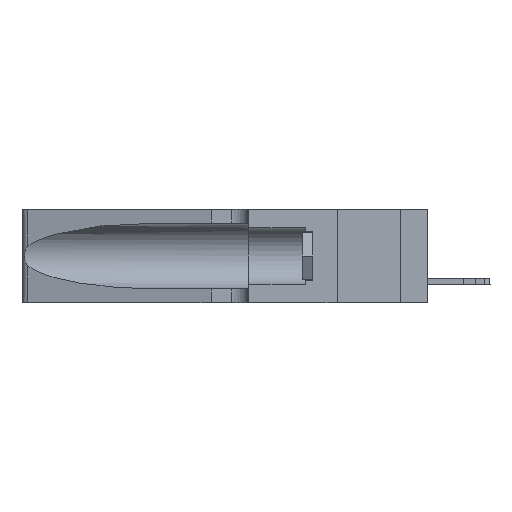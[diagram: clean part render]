
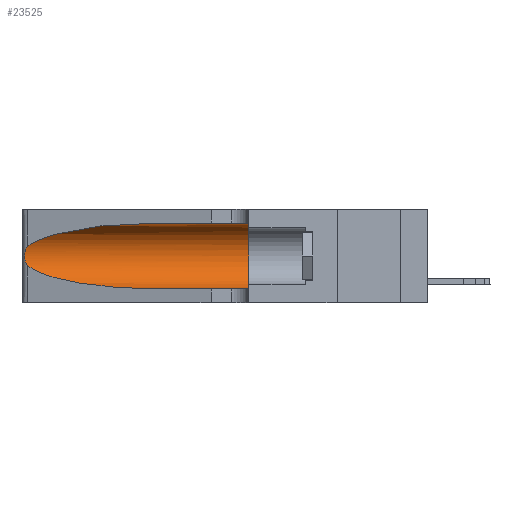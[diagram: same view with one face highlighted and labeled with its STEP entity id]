
A CAD part, left-side view. The second image highlights one B-rep face of the part: STEP entity #23525.
In plain terms, the highlighted cylindrical face has radius 3.308 mm (diameter 6.617 mm), a partial arc.
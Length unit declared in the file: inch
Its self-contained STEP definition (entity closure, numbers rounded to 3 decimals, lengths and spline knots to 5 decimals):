
#1117 = CARTESIAN_POINT ( 'NONE',  ( 0.25487, 1.22718, 0.14631 ) ) ;
#1436 = CIRCLE ( 'NONE', #20475, 0.13025 ) ;
#1954 = ORIENTED_EDGE ( 'NONE', *, *, #19695, .T. ) ;
#2118 = CARTESIAN_POINT ( 'NONE',  ( 0.25639, 1.23186, 0.15144 ) ) ;
#2370 = CARTESIAN_POINT ( 'NONE',  ( 0.25856, 1.23593, 0.16098 ) ) ;
#2454 = CARTESIAN_POINT ( 'NONE',  ( 0.1305, 0.72297, 0.31525 ) ) ;
#2484 = CARTESIAN_POINT ( 'NONE',  ( 0.25487, 1.22718, 0.22369 ) ) ;
#2640 = VERTEX_POINT ( 'NONE', #2454 ) ;
#2771 = DIRECTION ( 'NONE',  ( 0., -1., 0. ) ) ;
#4836 = FACE_OUTER_BOUND ( 'NONE', #33730, .T. ) ;
#5305 = CARTESIAN_POINT ( 'NONE',  ( 0.26017, 1.23833, 0.17102 ) ) ;
#5923 = CARTESIAN_POINT ( 'NONE',  ( 0.2373, 1.15595, 0.08982 ) ) ;
#6849 = DIRECTION ( 'NONE',  ( 0., 0., 1. ) ) ;
#7622 = CARTESIAN_POINT ( 'NONE',  ( 0.1305, 0.35, 0.05475 ) ) ;
#8206 = CARTESIAN_POINT ( 'NONE',  ( 0.26018, 1.23835, 0.19895 ) ) ;
#8584 = CARTESIAN_POINT ( 'NONE',  ( 0.1305, 0.72297, 0.05475 ) ) ;
#8752 = CYLINDRICAL_SURFACE ( 'NONE', #14979, 0.13025 ) ;
#8953 = CARTESIAN_POINT ( 'NONE',  ( 0.18966, 0.96281, 0.05475 ) ) ;
#9044 = ORIENTED_EDGE ( 'NONE', *, *, #33253, .F. ) ;
#9850 = DIRECTION ( 'NONE',  ( 0., 1., 0. ) ) ;
#10642 = ORIENTED_EDGE ( 'NONE', *, *, #27256, .T. ) ;
#10754 = CARTESIAN_POINT ( 'NONE',  ( 0.25555, 1.22994, 0.2215 ) ) ;
#11198 = ORIENTED_EDGE ( 'NONE', *, *, #19955, .T. ) ;
#11704 = VECTOR ( 'NONE', #33005, 39.37008 ) ;
#11996 =( BOUNDED_CURVE ( )  B_SPLINE_CURVE ( 3, ( #27672, #5923, #8953, #8584 ),
 .UNSPECIFIED., .F., .T. ) 
 B_SPLINE_CURVE_WITH_KNOTS ( ( 4, 4 ),
 ( 3.44316, 4.71239 ),
 .UNSPECIFIED. ) 
 CURVE ( )  GEOMETRIC_REPRESENTATION_ITEM ( )  RATIONAL_B_SPLINE_CURVE ( ( 1., 0.87, 0.87, 1. ) ) 
 REPRESENTATION_ITEM ( '' )  );
#12011 = CARTESIAN_POINT ( 'NONE',  ( 0.25487, 1.22718, 0.22369 ) ) ;
#12125 = CARTESIAN_POINT ( 'NONE',  ( 0.2373, 1.15595, 0.28018 ) ) ;
#12363 = VECTOR ( 'NONE', #2771, 39.37008 ) ;
#13786 = CARTESIAN_POINT ( 'NONE',  ( 0.1305, 1.61858, 0.31525 ) ) ;
#14979 = AXIS2_PLACEMENT_3D ( 'NONE', #32069, #20763, #32190 ) ;
#16006 = VERTEX_POINT ( 'NONE', #34327 ) ;
#16157 = CARTESIAN_POINT ( 'NONE',  ( 0.25555, 1.22993, 0.14849 ) ) ;
#16323 = VERTEX_POINT ( 'NONE', #25156 ) ;
#16369 = EDGE_CURVE ( 'NONE', #2640, #16006, #30602, .T. ) ;
#17081 = VERTEX_POINT ( 'NONE', #32959 ) ;
#18350 =( BOUNDED_CURVE ( )  B_SPLINE_CURVE ( 3, ( #22758, #25777, #12125, #12011 ),
 .UNSPECIFIED., .F., .F. ) 
 B_SPLINE_CURVE_WITH_KNOTS ( ( 4, 4 ),
 ( 1.5708, 2.84003 ),
 .UNSPECIFIED. ) 
 CURVE ( )  GEOMETRIC_REPRESENTATION_ITEM ( )  RATIONAL_B_SPLINE_CURVE ( ( 1., 0.87, 0.87, 1. ) ) 
 REPRESENTATION_ITEM ( '' )  );
#18877 = CARTESIAN_POINT ( 'NONE',  ( 0.25639, 1.23184, 0.21858 ) ) ;
#19044 = CARTESIAN_POINT ( 'NONE',  ( 0.1305, 1.61858, 0.05475 ) ) ;
#19629 = LINE ( 'NONE', #19044, #12363 ) ;
#19695 = EDGE_CURVE ( 'NONE', #2640, #17081, #18350, .T. ) ;
#19955 = EDGE_CURVE ( 'NONE', #17081, #33227, #29586, .T. ) ;
#20475 = AXIS2_PLACEMENT_3D ( 'NONE', #25928, #9850, #6849 ) ;
#20763 = DIRECTION ( 'NONE',  ( 0., -1., 0. ) ) ;
#21375 = CARTESIAN_POINT ( 'NONE',  ( 0.25487, 1.22718, 0.14631 ) ) ;
#21489 = CARTESIAN_POINT ( 'NONE',  ( 0.25787, 1.23484, 0.2124 ) ) ;
#21729 = CARTESIAN_POINT ( 'NONE',  ( 0.25854, 1.2359, 0.20912 ) ) ;
#21789 = VERTEX_POINT ( 'NONE', #7622 ) ;
#22758 = CARTESIAN_POINT ( 'NONE',  ( 0.1305, 0.72297, 0.31525 ) ) ;
#23525 = ADVANCED_FACE ( 'NONE', ( #4836 ), #8752, .F. ) ;
#23526 = ORIENTED_EDGE ( 'NONE', *, *, #26508, .T. ) ;
#23546 = ORIENTED_EDGE ( 'NONE', *, *, #16369, .F. ) ;
#25156 = CARTESIAN_POINT ( 'NONE',  ( 0.1305, 0.72297, 0.05475 ) ) ;
#25777 = CARTESIAN_POINT ( 'NONE',  ( 0.18966, 0.96281, 0.31525 ) ) ;
#25928 = CARTESIAN_POINT ( 'NONE',  ( 0.1305, 0.35, 0.185 ) ) ;
#26508 = EDGE_CURVE ( 'NONE', #16323, #21789, #19629, .T. ) ;
#27256 = EDGE_CURVE ( 'NONE', #33227, #16323, #11996, .T. ) ;
#27299 = CARTESIAN_POINT ( 'NONE',  ( 0.26075, 1.23896, 0.19203 ) ) ;
#27412 = CARTESIAN_POINT ( 'NONE',  ( 0.26075, 1.23896, 0.178 ) ) ;
#27672 = CARTESIAN_POINT ( 'NONE',  ( 0.25487, 1.22718, 0.14631 ) ) ;
#29586 = B_SPLINE_CURVE_WITH_KNOTS ( 'NONE', 3,
 ( #2484, #10754, #18877, #21489, #21729, #8206, #27299, #27412, #5305, #2370, #32601, #2118, #16157, #21375 ),
 .UNSPECIFIED., .F., .F.,
 ( 4, 2, 2, 2, 2, 2, 4 ),
 ( 0., 0.00027, 0.00053, 0.00107, 0.0016, 0.00187, 0.00214 ),
 .UNSPECIFIED. ) ;
#30602 = LINE ( 'NONE', #13786, #11704 ) ;
#32069 = CARTESIAN_POINT ( 'NONE',  ( 0.1305, 1.61858, 0.185 ) ) ;
#32190 = DIRECTION ( 'NONE',  ( 0., 0., -1. ) ) ;
#32601 = CARTESIAN_POINT ( 'NONE',  ( 0.25789, 1.23486, 0.15765 ) ) ;
#32959 = CARTESIAN_POINT ( 'NONE',  ( 0.25487, 1.22718, 0.22369 ) ) ;
#33005 = DIRECTION ( 'NONE',  ( 0., -1., 0. ) ) ;
#33227 = VERTEX_POINT ( 'NONE', #1117 ) ;
#33253 = EDGE_CURVE ( 'NONE', #16006, #21789, #1436, .T. ) ;
#33730 = EDGE_LOOP ( 'NONE', ( #1954, #11198, #10642, #23526, #9044, #23546 ) ) ;
#34327 = CARTESIAN_POINT ( 'NONE',  ( 0.1305, 0.35, 0.31525 ) ) ;
